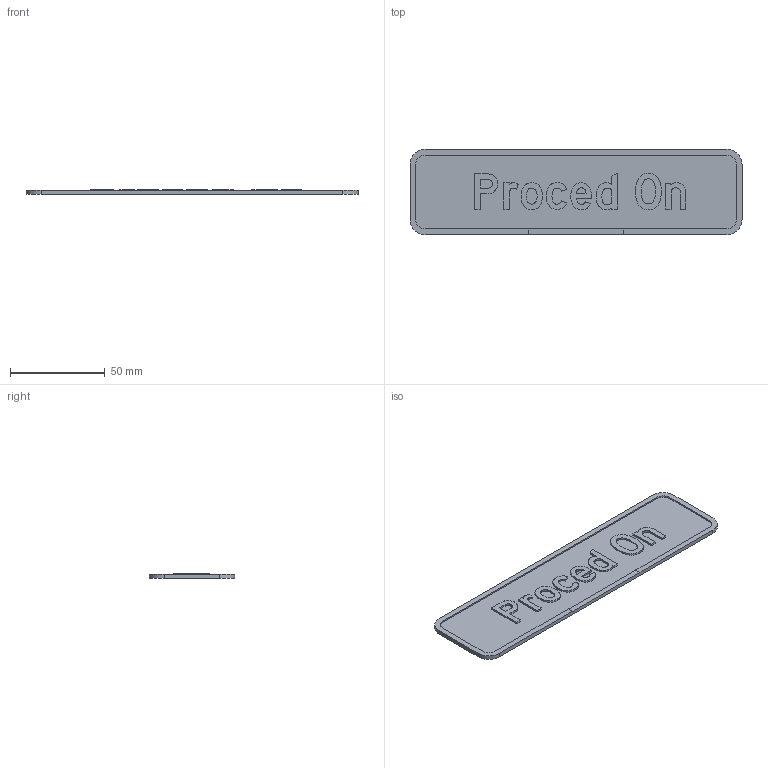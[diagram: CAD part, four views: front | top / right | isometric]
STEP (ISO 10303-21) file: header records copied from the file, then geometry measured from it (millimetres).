
FILE_DESCRIPTION(('FreeCAD Model'),'2;1');
FILE_NAME('Open CASCADE Shape Model','2024-06-05T15:39:02',(''),(''), 'Open CASCADE STEP processor 7.6','FreeCAD','Unknown');
FILE_SCHEMA(('AUTOMOTIVE_DESIGN { 1 0 10303 214 1 1 1 1 }'));
Length unit declared in the file: inch
Products named in the file (5): Proced_on_sign; Blank Signs v2; Blank Signs v004; ShapeString; Extrude
Assembly tree (5 placements, depth 3):
  Proced_on_sign
    Blank Signs v2
    Blank Signs v004
      Blank Signs v2
    ShapeString
    Extrude
Bounding box: 175 x 45 x 2.5 mm (x, y, z)
Surface area: 36624.7 mm2
Topology: 10 solids, 18 shells, 188 faces, 600 edges, 440 vertices
Faces by surface type: extrusion 87, plane 85, cylinder 16
Entity records: 6315 total; most frequent: CARTESIAN_POINT 1808, ORIENTED_EDGE 960, DIRECTION 552, EDGE_CURVE 540, VERTEX_POINT 400, VECTOR 350, B_SPLINE_CURVE_WITH_KNOTS 348, LINE 263
